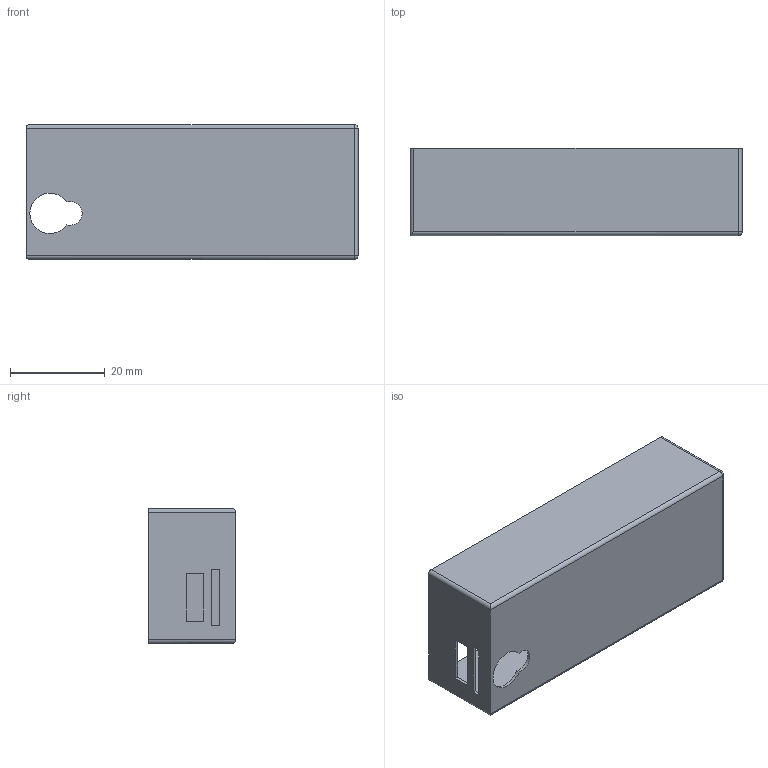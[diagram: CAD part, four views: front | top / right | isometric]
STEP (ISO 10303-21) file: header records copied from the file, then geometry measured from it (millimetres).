
FILE_DESCRIPTION(/* description */ (''),/* implementation_level */ '2;1');
FILE_NAME(/* name */ 'Body.step',/* time_stamp */ '2024-07-21T19:02:22-04:00',/* author */ (''),/* organization */ (''),/* preprocessor_version */ 'ST-DEVELOPER v20',/* originating_system */ 'Autodesk Translation Framework v13.14.0.145',/* authorisation */ '');
FILE_SCHEMA (('AUTOMOTIVE_DESIGN { 1 0 10303 214 3 1 1 }'));
Length unit declared in the file: millimetre
Products named in the file (2): Body; Frame
Assembly tree (1 placements, depth 2):
  Body
    Frame
Bounding box: 69.9 x 18.4 x 28.4 mm (x, y, z)
Volume: 3674.7 mm3; surface area: 10680.5 mm2
Topology: 1 solids, 1 shells, 34 faces, 85 edges, 54 vertices
Faces by surface type: plane 19, cylinder 13, sphere 2
Entity records: 1074 total; most frequent: DIRECTION 183, CARTESIAN_POINT 176, ORIENTED_EDGE 170, EDGE_CURVE 85, LINE 61, VECTOR 61, AXIS2_PLACEMENT_3D 61, VERTEX_POINT 54
